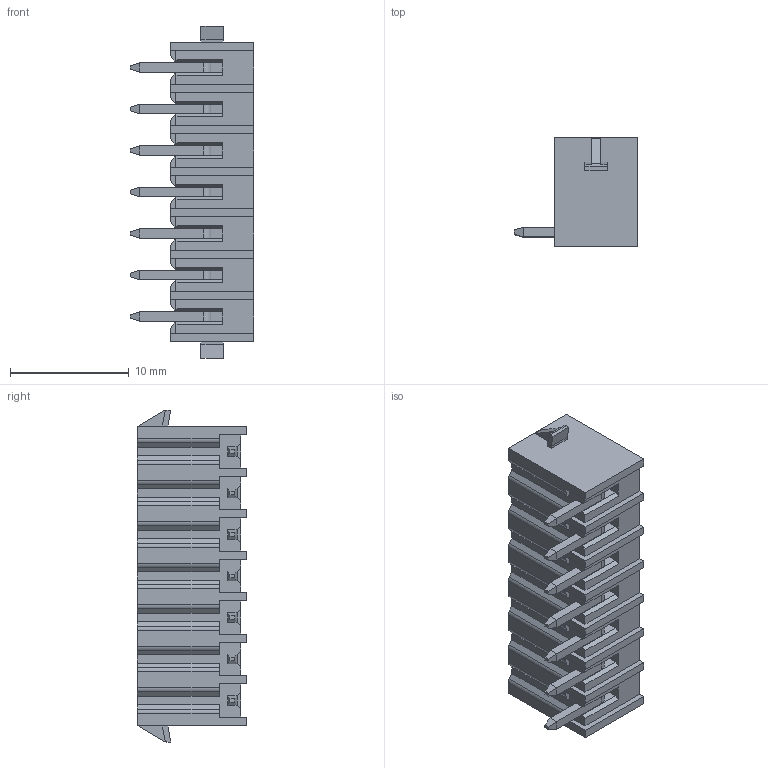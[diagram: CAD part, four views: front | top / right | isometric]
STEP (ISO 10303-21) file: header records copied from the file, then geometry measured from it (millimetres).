
FILE_DESCRIPTION((''),'2;1');
FILE_NAME('PRT0002','2024-10-12T',('sheji'),(''),'PRO/ENGINEER BY PARAMETRIC TECHNOLOGY CORPORATION, 2015240','PRO/ENGINEER BY PARAMETRIC TECHNOLOGY CORPORATION, 2015240','');
FILE_SCHEMA(('CONFIG_CONTROL_DESIGN'));
Length unit declared in the file: millimetre
Products named in the file (1): PRT0002
Bounding box: 10.4 x 9.2 x 28 mm (x, y, z)
Volume: 735.7 mm3; surface area: 2333.1 mm2
Topology: 8 solids, 8 shells, 462 faces, 1227 edges, 804 vertices
Faces by surface type: plane 376, cylinder 72, cone 14
Entity records: 14182 total; most frequent: CARTESIAN_POINT 2654, ORIENTED_EDGE 2454, DIRECTION 2229, EDGE_CURVE 1227, VECTOR 1037, LINE 1037, VERTEX_POINT 804, AXIS2_PLACEMENT_3D 596
